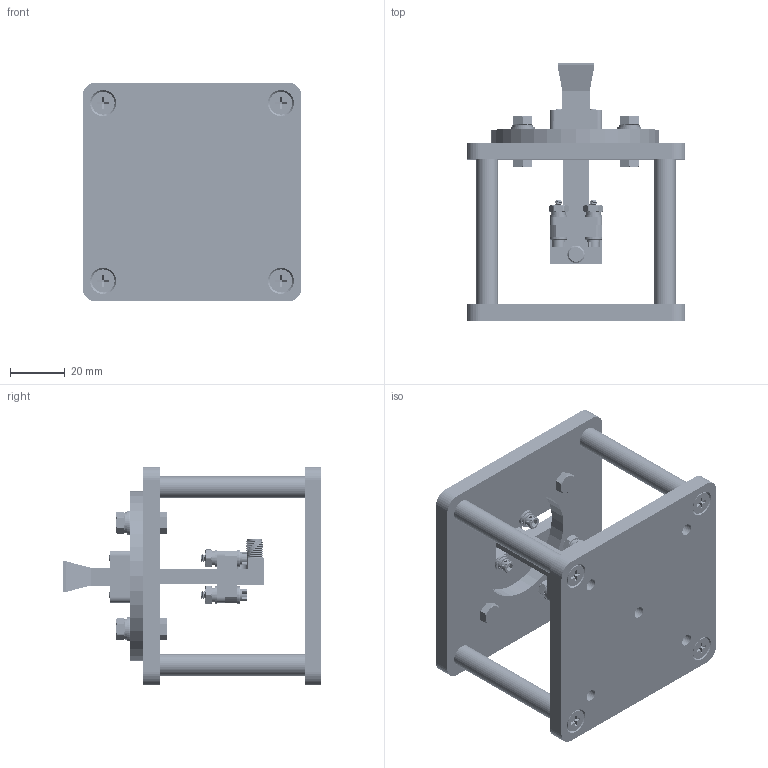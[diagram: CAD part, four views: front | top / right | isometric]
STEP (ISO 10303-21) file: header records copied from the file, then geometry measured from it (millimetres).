
FILE_DESCRIPTION (( 'STEP AP214' ), '1' );
FILE_NAME ('FM1WAN028-10KF_3D.step', '2023-10-25T19:24:16', ( '' ), ( '' ), 'SwSTEP 2.0', 'SolidWorks 2022', '' );
FILE_SCHEMA (( 'AUTOMOTIVE_DESIGN' ));
Length unit declared in the file: inch
Products named in the file (18): Copy of PEWAN028-MNT_LWR PLT^PEWAN028-MNT; Copy of M4 SPLIT LK WSHR,4.4IDx7.6ODx1.0THK,STNL STL^PEWAN028-MNT_COMPRESSED; PEWCA1020; Copy of M4x0.7 HEX NUT,7mmAF,3.2mmTHK^PEWAN028-MNT_94150A335; Screw 4-40SH x 9_16^FM1WAN028-10KF; Copy of M4 FLAT WSHR,4.3IDx9ODx0.8THK,STNLS STL^PEWAN028-MNT_91166A230; PEWAN028-MNT; Copy of PEWAN028-MNT_STDF RND 4.5ID X 53LG^PEWAN028-MNT; FM1WAN028-10KF_3D; Copy of M4x0.7P 16mmL HEX HEAD SCR^PEWAN028-MNT_91287A115; No.4 Flat Washer^FM1WAN028-10KF_91166A230; Copy of PEWAN028-MNT_UPR PLT^PEWAN028-MNT; Copy of PEWAN028-MNT_RND PLT^PEWAN028-MNT; HD-320WAL50PPA; flat head screw_am_B18.6.7M - M4 x 0.7 x 10 Type I Cross Recessed FHMS --10N; 4-40 Nut^FM1WAN028-10KF_94150A335; No.4 Lock Washer^FM1WAN028-10KF_COMPRESSED; PEWAN028-10
Assembly tree (67 placements, depth 3):
  FM1WAN028-10KF_3D
    PEWAN028-MNT
      Copy of PEWAN028-MNT_UPR PLT^PEWAN028-MNT
      Copy of PEWAN028-MNT_LWR PLT^PEWAN028-MNT
      Copy of PEWAN028-MNT_RND PLT^PEWAN028-MNT
      Copy of PEWAN028-MNT_STDF RND 4.5ID X 53LG^PEWAN028-MNT  x4
      flat head screw_am_B18.6.7M - M4 x 0.7 x 10 Type I Cross Recessed FHMS --10N  x8
      Copy of M4x0.7P 16mmL HEX HEAD SCR^PEWAN028-MNT_91287A115  x4
      Copy of M4 FLAT WSHR,4.3IDx9ODx0.8THK,STNLS STL^PEWAN028-MNT_91166A230  x4
      Copy of M4 SPLIT LK WSHR,4.4IDx7.6ODx1.0THK,STNL STL^PEWAN028-MNT_COMPRESSED  x4
      Copy of M4x0.7 HEX NUT,7mmAF,3.2mmTHK^PEWAN028-MNT_94150A335  x4
    PEWAN028-10
    PEWCA1020
    HD-320WAL50PPA
    Screw 4-40SH x 9_16^FM1WAN028-10KF  x8
    No.4 Flat Washer^FM1WAN028-10KF_91166A230  x12
    No.4 Lock Washer^FM1WAN028-10KF_COMPRESSED  x8
    4-40 Nut^FM1WAN028-10KF_94150A335  x4
Bounding box: 80 x 94.4 x 80 mm (x, y, z)
Volume: 99201.1 mm3; surface area: 61761.8 mm2
Topology: 66 solids, 66 shells, 5060 faces, 14051 edges, 9144 vertices
Faces by surface type: plane 1691, cylinder 1591, cone 962, torus 752, bspline 64
Entity records: 47112 total; most frequent: CARTESIAN_POINT 22365, ORIENTED_EDGE 5346, DIRECTION 4448, EDGE_CURVE 2673, VERTEX_POINT 1740, AXIS2_PLACEMENT_3D 1738, EDGE_LOOP 1089, ADVANCED_FACE 978
